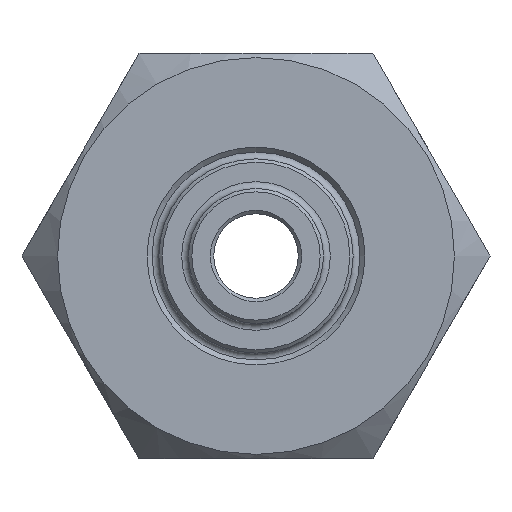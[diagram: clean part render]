
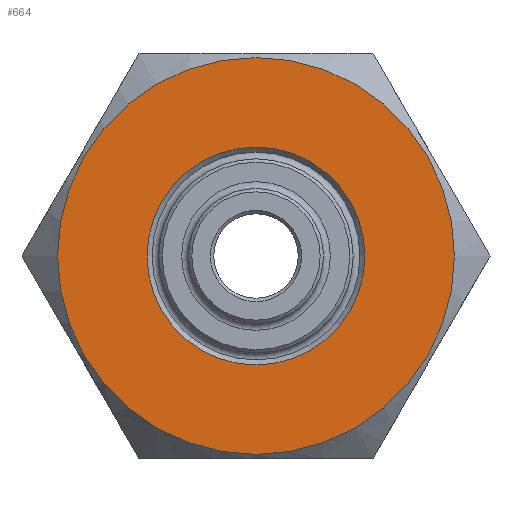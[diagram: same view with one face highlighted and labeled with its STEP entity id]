
A CAD part, left-side view. The second image highlights one B-rep face of the part: STEP entity #664.
In plain terms, the highlighted planar face has unit normal (-1, 0, 0).
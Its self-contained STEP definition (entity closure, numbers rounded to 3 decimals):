
#45=FACE_BOUND('',#126,.T.);
#60=PLANE('',#791);
#81=FACE_OUTER_BOUND('',#125,.T.);
#125=EDGE_LOOP('',(#499));
#126=EDGE_LOOP('',(#500));
#241=CIRCLE('',#772,11.75);
#248=CIRCLE('',#786,6.45);
#304=VERTEX_POINT('',#1152);
#311=VERTEX_POINT('',#1185);
#366=EDGE_CURVE('',#304,#304,#241,.T.);
#380=EDGE_CURVE('',#311,#311,#248,.T.);
#499=ORIENTED_EDGE('',*,*,#366,.T.);
#500=ORIENTED_EDGE('',*,*,#380,.F.);
#664=ADVANCED_FACE('',(#81,#45),#60,.F.);
#772=AXIS2_PLACEMENT_3D('',#1154,#881,#882);
#786=AXIS2_PLACEMENT_3D('',#1186,#914,#915);
#791=AXIS2_PLACEMENT_3D('',#1196,#926,#927);
#881=DIRECTION('center_axis',(-1.,0.,0.));
#882=DIRECTION('ref_axis',(0.,1.,0.));
#914=DIRECTION('center_axis',(-1.,0.,0.));
#915=DIRECTION('ref_axis',(0.,0.,-1.));
#926=DIRECTION('center_axis',(1.,0.,0.));
#927=DIRECTION('ref_axis',(0.,0.,-1.));
#1152=CARTESIAN_POINT('',(0.,-11.75,0.));
#1154=CARTESIAN_POINT('Origin',(0.,0.,0.));
#1185=CARTESIAN_POINT('',(0.,0.,6.45));
#1186=CARTESIAN_POINT('Origin',(0.,0.,0.));
#1196=CARTESIAN_POINT('Origin',(0.,0.,0.));
